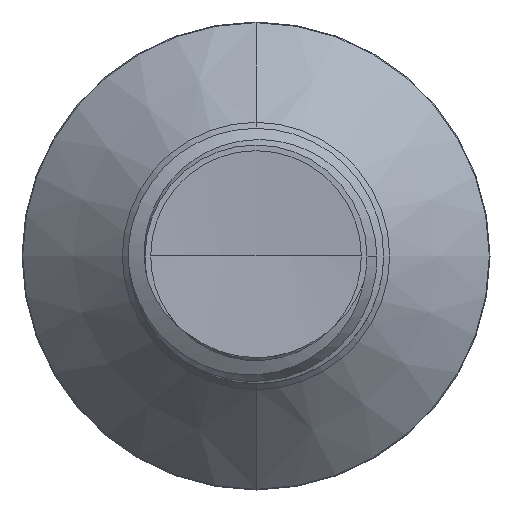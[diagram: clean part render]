
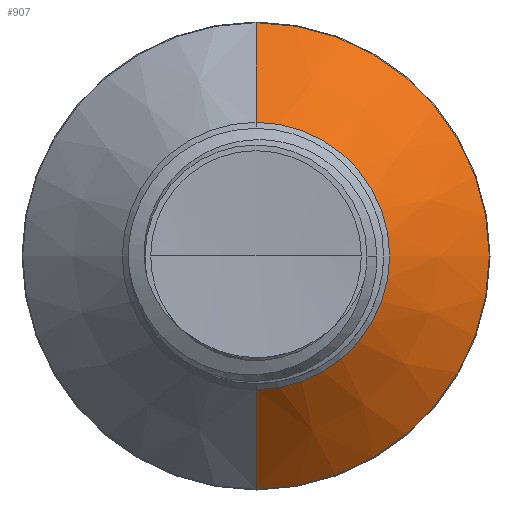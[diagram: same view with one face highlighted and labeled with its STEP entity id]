
A CAD part, front view. The second image highlights one B-rep face of the part: STEP entity #907.
In plain terms, the highlighted conical face has half-angle 45 degrees and reference radius 3.141 mm.
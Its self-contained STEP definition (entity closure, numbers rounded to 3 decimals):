
#38 = DIRECTION ( 'NONE',  ( 0., 0., 1. ) ) ;
#336 = EDGE_CURVE ( 'NONE', #1742, #2270, #3907, .T. ) ;
#356 = AXIS2_PLACEMENT_3D ( 'NONE', #5251, #5240, #5239 ) ;
#476 = AXIS2_PLACEMENT_3D ( 'NONE', #3607, #3461, #3426 ) ;
#782 = CARTESIAN_POINT ( 'NONE',  ( 0., 2.969, 3.141 ) ) ;
#907 = ADVANCED_FACE ( 'NONE', ( #7643 ), #1863, .T. ) ;
#1084 = ORIENTED_EDGE ( 'NONE', *, *, #336, .T. ) ;
#1742 = VERTEX_POINT ( 'NONE', #4206 ) ;
#1863 = CONICAL_SURFACE ( 'NONE', #476, 3.141, 0.785 ) ;
#1883 = DIRECTION ( 'NONE',  ( 0., 0.707, 0.707 ) ) ;
#2144 = CARTESIAN_POINT ( 'NONE',  ( 0., 2.969, -3.141 ) ) ;
#2270 = VERTEX_POINT ( 'NONE', #2144 ) ;
#3426 = DIRECTION ( 'NONE',  ( 0., 0., 1. ) ) ;
#3461 = DIRECTION ( 'NONE',  ( 0., 1., 0. ) ) ;
#3607 = CARTESIAN_POINT ( 'NONE',  ( 0., 2.969, 0. ) ) ;
#3907 = CIRCLE ( 'NONE', #356, 3.141 ) ;
#3955 = ORIENTED_EDGE ( 'NONE', *, *, #11900, .T. ) ;
#4206 = CARTESIAN_POINT ( 'NONE',  ( 0., 2.969, 3.141 ) ) ;
#4224 = VERTEX_POINT ( 'NONE', #4528 ) ;
#4240 = LINE ( 'NONE', #782, #9140 ) ;
#4528 = CARTESIAN_POINT ( 'NONE',  ( 0., 5.31, -5.483 ) ) ;
#5214 = VERTEX_POINT ( 'NONE', #11756 ) ;
#5220 = DIRECTION ( 'NONE',  ( 0., 0.707, -0.707 ) ) ;
#5239 = DIRECTION ( 'NONE',  ( 0., 0., 1. ) ) ;
#5240 = DIRECTION ( 'NONE',  ( 0., 1., 0. ) ) ;
#5251 = CARTESIAN_POINT ( 'NONE',  ( 0., 2.969, 0. ) ) ;
#6384 = DIRECTION ( 'NONE',  ( 0., 1., 0. ) ) ;
#6602 = ORIENTED_EDGE ( 'NONE', *, *, #10610, .F. ) ;
#7643 = FACE_OUTER_BOUND ( 'NONE', #11913, .T. ) ;
#9140 = VECTOR ( 'NONE', #1883, 1000. ) ;
#9185 = ORIENTED_EDGE ( 'NONE', *, *, #10046, .F. ) ;
#9246 = AXIS2_PLACEMENT_3D ( 'NONE', #11586, #6384, #38 ) ;
#9930 = CARTESIAN_POINT ( 'NONE',  ( 0., 2.969, -3.141 ) ) ;
#10046 = EDGE_CURVE ( 'NONE', #1742, #5214, #4240, .T. ) ;
#10057 = LINE ( 'NONE', #9930, #11744 ) ;
#10610 = EDGE_CURVE ( 'NONE', #5214, #4224, #11902, .T. ) ;
#11586 = CARTESIAN_POINT ( 'NONE',  ( 0., 5.31, 0. ) ) ;
#11744 = VECTOR ( 'NONE', #5220, 1000. ) ;
#11756 = CARTESIAN_POINT ( 'NONE',  ( 0., 5.31, 5.483 ) ) ;
#11900 = EDGE_CURVE ( 'NONE', #2270, #4224, #10057, .T. ) ;
#11902 = CIRCLE ( 'NONE', #9246, 5.483 ) ;
#11913 = EDGE_LOOP ( 'NONE', ( #1084, #3955, #6602, #9185 ) ) ;
